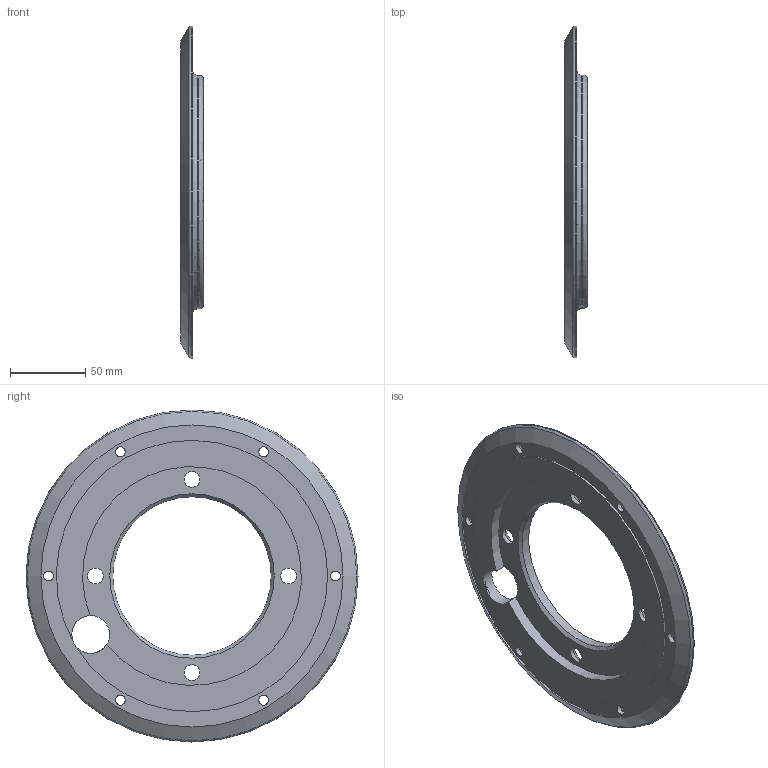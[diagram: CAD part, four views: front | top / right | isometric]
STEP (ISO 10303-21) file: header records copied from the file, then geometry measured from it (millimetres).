
FILE_DESCRIPTION(('STEP AP214'),'1');
FILE_NAME('BMR-001a JANTE EXTER.step','2016-02-17T20:01:08',(' '),(' '),'Spatial InterOp 3D',' ',' ');
FILE_SCHEMA(('automotive_design'));
Length unit declared in the file: millimetre
Products named in the file (1): JANTE EXTERIEUR
Bounding box: 15.25 x 220 x 220 mm (x, y, z)
Volume: 208990 mm3; surface area: 70178.5 mm2
Topology: 1 solids, 1 shells, 43 faces, 123 edges, 78 vertices
Faces by surface type: cylinder 23, cone 12, plane 5, torus 3
Full cylindrical faces by diameter (mm): 6.6 x6, 10.5 x4, 13 x6, 25 x1, 105 x1, 200.2 x1, 220 x1
Entity records: 1563 total; most frequent: CARTESIAN_POINT 242, DIRECTION 218, ORIENTED_EDGE 144, AXIS2_PLACEMENT_3D 106, EDGE_LOOP 96, EDGE_CURVE 72, FACE_OUTER_BOUND 64, CIRCLE 62
